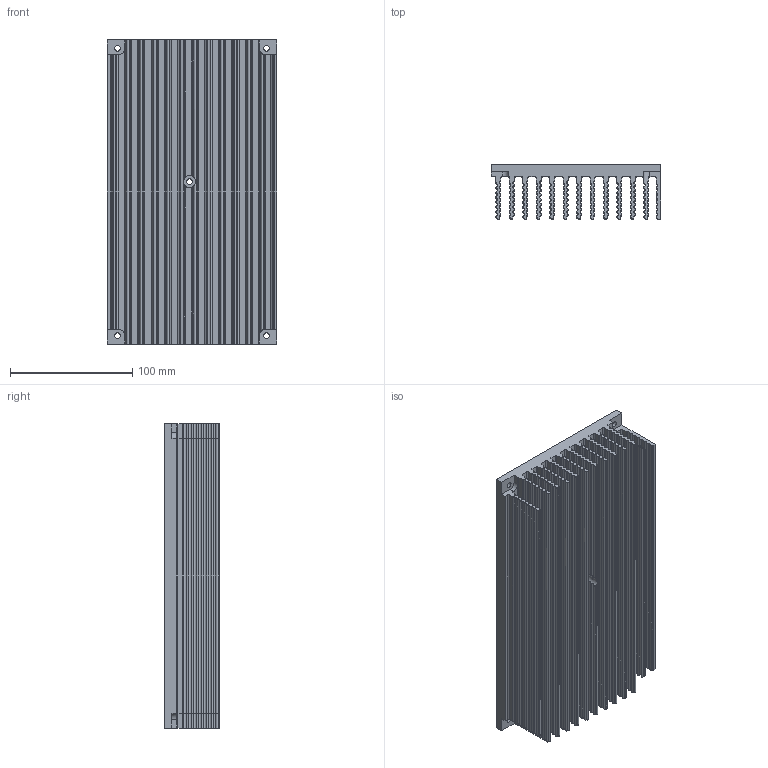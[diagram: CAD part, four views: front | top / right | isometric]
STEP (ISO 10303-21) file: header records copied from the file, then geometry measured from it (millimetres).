
FILE_DESCRIPTION(('STEP AP242'), '1');
FILE_NAME('購葠.752695.056 - 冓儰僗闉_017', '', ('UNSPECIFIED'), ('UNSPECIFIED'), 'ASCON STEP Converter 1.6', 'ASCON Math Kernel', '');
FILE_SCHEMA(('AP242_MANAGED_MODEL_BASED_3D_ENGINEERING_MIM_LF { 1 0 10303 442 1 1 4 }'));
Length unit declared in the file: millimetre
Products named in the file (1): 購葠.752695.056
Bounding box: 139 x 45 x 249 mm (x, y, z)
Volume: 669418.7 mm3; surface area: 331225.8 mm2
Topology: 1 solids, 1 shells, 545 faces, 1615 edges, 1079 vertices
Faces by surface type: cylinder 473, plane 72
Full cylindrical faces by diameter (mm): 4.6 x5, 10 x1
Entity records: 27939 total; most frequent: CARTESIAN_POINT 8342, DIRECTION 3414, ORIENTED_EDGE 3218, EDGE_CURVE 1609, AXIS2_PLACEMENT_3D 1376, VERTEX_POINT 1079, CIRCLE 830, LINE 662
